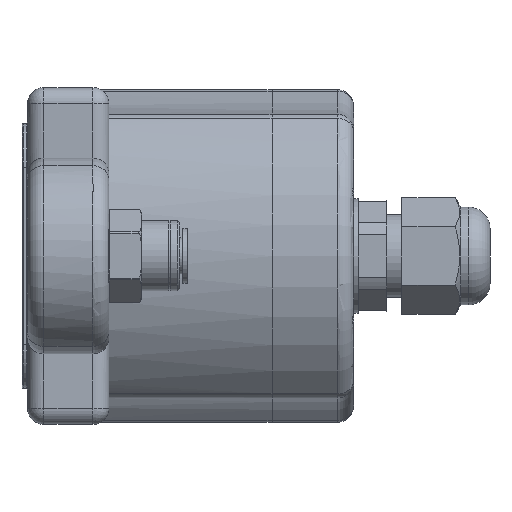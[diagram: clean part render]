
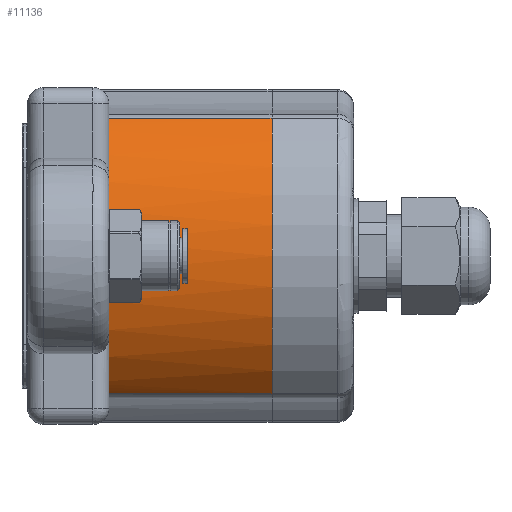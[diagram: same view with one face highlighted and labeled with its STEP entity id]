
A CAD part, left-side view. The second image highlights one B-rep face of the part: STEP entity #11136.
In plain terms, the highlighted cylindrical face has radius 34.427 mm (diameter 68.854 mm), a partial arc.
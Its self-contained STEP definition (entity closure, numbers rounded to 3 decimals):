
#777=FACE_OUTER_BOUND('',#1455,.T.);
#1455=EDGE_LOOP('',(#7928,#7929,#7930,#7931,#7932,#7933));
#2114=B_SPLINE_CURVE_WITH_KNOTS('',3,(#21614,#21615,#21616,#21617,#21618,
#21619,#21620,#21621),.UNSPECIFIED.,.F.,.F.,(4,2,2,4),(0.231,
0.283,0.457,0.555),.UNSPECIFIED.);
#2116=B_SPLINE_CURVE_WITH_KNOTS('',3,(#21642,#21643,#21644,#21645,#21646,
#21647,#21648,#21649),.UNSPECIFIED.,.F.,.F.,(4,2,2,4),(0.533,
0.664,0.851,0.894),.UNSPECIFIED.);
#2720=CIRCLE('',#11983,34.427);
#2724=CIRCLE('',#11992,34.427);
#3069=LINE('',#21666,#3880);
#3070=LINE('',#21668,#3881);
#3880=VECTOR('',#13202,10.);
#3881=VECTOR('',#13203,3.);
#4757=VERTEX_POINT('',#21611);
#4758=VERTEX_POINT('',#21613);
#4760=VERTEX_POINT('',#21633);
#4761=VERTEX_POINT('',#21641);
#4763=VERTEX_POINT('',#21665);
#4764=VERTEX_POINT('',#21667);
#5965=EDGE_CURVE('',#4758,#4757,#2114,.T.);
#5969=EDGE_CURVE('',#4757,#4760,#2720,.T.);
#5973=EDGE_CURVE('',#4760,#4761,#2116,.T.);
#5977=EDGE_CURVE('',#4758,#4763,#3069,.T.);
#5978=EDGE_CURVE('',#4764,#4761,#3070,.T.);
#5979=EDGE_CURVE('',#4763,#4764,#2724,.T.);
#7928=ORIENTED_EDGE('',*,*,#5977,.F.);
#7929=ORIENTED_EDGE('',*,*,#5965,.T.);
#7930=ORIENTED_EDGE('',*,*,#5969,.T.);
#7931=ORIENTED_EDGE('',*,*,#5973,.T.);
#7932=ORIENTED_EDGE('',*,*,#5978,.F.);
#7933=ORIENTED_EDGE('',*,*,#5979,.F.);
#10910=CYLINDRICAL_SURFACE('',#11991,34.427);
#11136=ADVANCED_FACE('',(#777),#10910,.T.);
#11983=AXIS2_PLACEMENT_3D('',#21635,#13183,#13184);
#11991=AXIS2_PLACEMENT_3D('',#21664,#13200,#13201);
#11992=AXIS2_PLACEMENT_3D('',#21669,#13204,#13205);
#13183=DIRECTION('center_axis',(0.,-1.,0.));
#13184=DIRECTION('ref_axis',(1.,0.,0.));
#13200=DIRECTION('center_axis',(0.,-1.,0.));
#13201=DIRECTION('ref_axis',(-1.,0.,-0.001));
#13202=DIRECTION('',(0.,-1.,0.));
#13203=DIRECTION('',(0.,1.,0.));
#13204=DIRECTION('center_axis',(0.,-1.,0.));
#13205=DIRECTION('ref_axis',(1.,0.,0.));
#21611=CARTESIAN_POINT('',(209.428,833.,301.727));
#21613=CARTESIAN_POINT('',(211.686,834.06,304.016));
#21614=CARTESIAN_POINT('Ctrl Pts',(211.686,834.06,304.016));
#21615=CARTESIAN_POINT('Ctrl Pts',(211.586,833.953,303.923));
#21616=CARTESIAN_POINT('Ctrl Pts',(211.481,833.855,303.825));
#21617=CARTESIAN_POINT('Ctrl Pts',(211.01,833.463,303.379));
#21618=CARTESIAN_POINT('Ctrl Pts',(210.59,833.233,302.966));
#21619=CARTESIAN_POINT('Ctrl Pts',(209.913,833.037,302.259));
#21620=CARTESIAN_POINT('Ctrl Pts',(209.668,833.,301.994));
#21621=CARTESIAN_POINT('Ctrl Pts',(209.428,833.,301.727));
#21633=CARTESIAN_POINT('',(209.421,833.,255.71));
#21635=CARTESIAN_POINT('Origin',(235.034,833.,278.715));
#21641=CARTESIAN_POINT('',(211.731,834.091,253.372));
#21642=CARTESIAN_POINT('Ctrl Pts',(209.421,833.,255.71));
#21643=CARTESIAN_POINT('Ctrl Pts',(209.718,833.,255.379));
#21644=CARTESIAN_POINT('Ctrl Pts',(210.022,833.056,255.054));
#21645=CARTESIAN_POINT('Ctrl Pts',(210.746,833.31,254.307));
#21646=CARTESIAN_POINT('Ctrl Pts',(211.153,833.554,253.912));
#21647=CARTESIAN_POINT('Ctrl Pts',(211.58,833.937,253.512));
#21648=CARTESIAN_POINT('Ctrl Pts',(211.658,834.012,253.44));
#21649=CARTESIAN_POINT('Ctrl Pts',(211.731,834.091,253.372));
#21664=CARTESIAN_POINT('Origin',(235.034,836.,278.715));
#21665=CARTESIAN_POINT('',(211.686,803.,304.016));
#21666=CARTESIAN_POINT('',(211.686,848.,304.016));
#21667=CARTESIAN_POINT('',(211.731,803.,253.372));
#21668=CARTESIAN_POINT('',(211.731,836.,253.372));
#21669=CARTESIAN_POINT('Origin',(235.034,803.,278.715));
